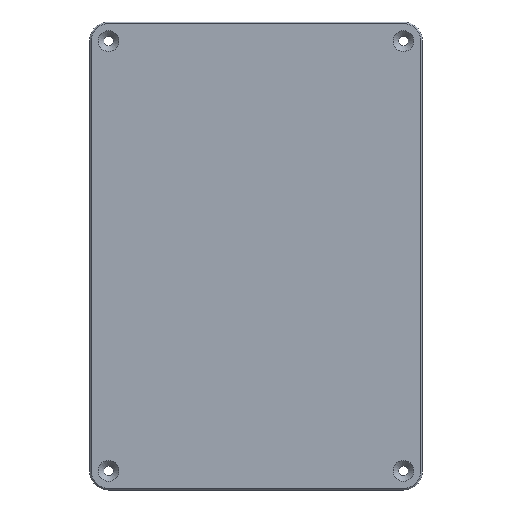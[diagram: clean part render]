
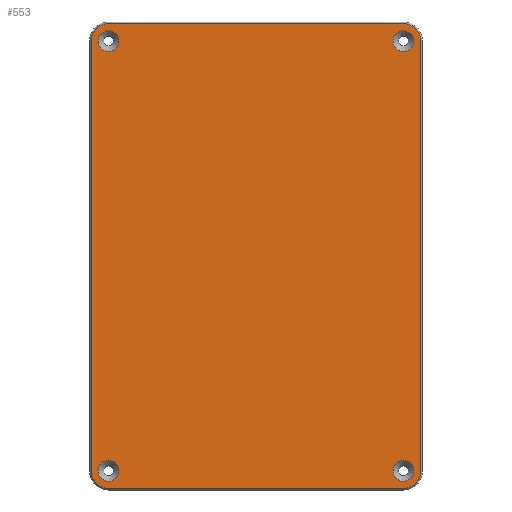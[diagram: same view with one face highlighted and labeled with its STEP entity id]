
A CAD part, top view. The second image highlights one B-rep face of the part: STEP entity #553.
In plain terms, the highlighted planar face has unit normal (0, 0, 1).
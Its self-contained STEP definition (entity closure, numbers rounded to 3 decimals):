
#19=FACE_BOUND('',#134,.T.);
#20=FACE_BOUND('',#135,.T.);
#21=FACE_BOUND('',#136,.T.);
#22=FACE_BOUND('',#137,.T.);
#46=CIRCLE('',#607,3.9);
#47=CIRCLE('',#610,3.9);
#48=CIRCLE('',#613,3.9);
#50=CIRCLE('',#617,3.9);
#51=CIRCLE('',#622,2.3);
#52=CIRCLE('',#623,2.3);
#53=CIRCLE('',#624,2.3);
#54=CIRCLE('',#625,2.3);
#95=FACE_OUTER_BOUND('',#133,.T.);
#133=EDGE_LOOP('',(#467,#468,#469,#470,#471,#472,#473,#474));
#134=EDGE_LOOP('',(#475));
#135=EDGE_LOOP('',(#476));
#136=EDGE_LOOP('',(#477));
#137=EDGE_LOOP('',(#478));
#173=LINE('',#897,#221);
#176=LINE('',#906,#224);
#179=LINE('',#914,#227);
#183=LINE('',#924,#231);
#221=VECTOR('',#723,10.);
#224=VECTOR('',#734,10.);
#227=VECTOR('',#743,10.);
#231=VECTOR('',#753,10.);
#268=VERTEX_POINT('',#890);
#271=VERTEX_POINT('',#895);
#272=VERTEX_POINT('',#899);
#273=VERTEX_POINT('',#904);
#274=VERTEX_POINT('',#908);
#275=VERTEX_POINT('',#912);
#276=VERTEX_POINT('',#916);
#277=VERTEX_POINT('',#920);
#279=VERTEX_POINT('',#935);
#280=VERTEX_POINT('',#937);
#281=VERTEX_POINT('',#939);
#282=VERTEX_POINT('',#941);
#327=EDGE_CURVE('',#271,#268,#173,.T.);
#330=EDGE_CURVE('',#268,#272,#46,.T.);
#332=EDGE_CURVE('',#272,#273,#176,.T.);
#334=EDGE_CURVE('',#273,#274,#47,.T.);
#336=EDGE_CURVE('',#274,#275,#179,.T.);
#338=EDGE_CURVE('',#275,#276,#48,.T.);
#341=EDGE_CURVE('',#276,#277,#183,.T.);
#343=EDGE_CURVE('',#277,#271,#50,.T.);
#347=EDGE_CURVE('',#279,#279,#51,.T.);
#348=EDGE_CURVE('',#280,#280,#52,.T.);
#349=EDGE_CURVE('',#281,#281,#53,.T.);
#350=EDGE_CURVE('',#282,#282,#54,.T.);
#467=ORIENTED_EDGE('',*,*,#327,.F.);
#468=ORIENTED_EDGE('',*,*,#343,.F.);
#469=ORIENTED_EDGE('',*,*,#341,.F.);
#470=ORIENTED_EDGE('',*,*,#338,.F.);
#471=ORIENTED_EDGE('',*,*,#336,.F.);
#472=ORIENTED_EDGE('',*,*,#334,.F.);
#473=ORIENTED_EDGE('',*,*,#332,.F.);
#474=ORIENTED_EDGE('',*,*,#330,.F.);
#475=ORIENTED_EDGE('',*,*,#347,.T.);
#476=ORIENTED_EDGE('',*,*,#348,.T.);
#477=ORIENTED_EDGE('',*,*,#349,.T.);
#478=ORIENTED_EDGE('',*,*,#350,.T.);
#528=PLANE('',#621);
#553=ADVANCED_FACE('',(#95,#19,#20,#21,#22),#528,.T.);
#607=AXIS2_PLACEMENT_3D('',#902,#729,#730);
#610=AXIS2_PLACEMENT_3D('',#910,#738,#739);
#613=AXIS2_PLACEMENT_3D('',#918,#747,#748);
#617=AXIS2_PLACEMENT_3D('',#927,#758,#759);
#621=AXIS2_PLACEMENT_3D('',#934,#769,#770);
#622=AXIS2_PLACEMENT_3D('',#936,#771,#772);
#623=AXIS2_PLACEMENT_3D('',#938,#773,#774);
#624=AXIS2_PLACEMENT_3D('',#940,#775,#776);
#625=AXIS2_PLACEMENT_3D('',#942,#777,#778);
#723=DIRECTION('',(1.,0.,0.));
#729=DIRECTION('center_axis',(0.,0.,-1.));
#730=DIRECTION('ref_axis',(0.707,0.707,0.));
#734=DIRECTION('',(0.,-1.,0.));
#738=DIRECTION('center_axis',(0.,0.,-1.));
#739=DIRECTION('ref_axis',(0.707,-0.707,0.));
#743=DIRECTION('',(-1.,0.,0.));
#747=DIRECTION('center_axis',(0.,0.,-1.));
#748=DIRECTION('ref_axis',(-0.707,-0.707,0.));
#753=DIRECTION('',(0.,1.,0.));
#758=DIRECTION('center_axis',(0.,0.,-1.));
#759=DIRECTION('ref_axis',(-0.707,0.707,0.));
#769=DIRECTION('center_axis',(0.,0.,1.));
#770=DIRECTION('ref_axis',(-1.,0.,0.));
#771=DIRECTION('center_axis',(0.,0.,-1.));
#772=DIRECTION('ref_axis',(1.,0.,0.));
#773=DIRECTION('center_axis',(0.,0.,-1.));
#774=DIRECTION('ref_axis',(1.,0.,0.));
#775=DIRECTION('center_axis',(0.,0.,-1.));
#776=DIRECTION('ref_axis',(1.,0.,0.));
#777=DIRECTION('center_axis',(0.,0.,-1.));
#778=DIRECTION('ref_axis',(1.,0.,0.));
#890=CARTESIAN_POINT('',(165.685,114.,11.));
#895=CARTESIAN_POINT('',(100.185,114.,11.));
#897=CARTESIAN_POINT('',(114.435,114.,11.));
#899=CARTESIAN_POINT('',(169.585,110.1,11.));
#902=CARTESIAN_POINT('Origin',(165.685,110.1,11.));
#904=CARTESIAN_POINT('',(169.585,14.6,11.));
#906=CARTESIAN_POINT('',(169.585,88.35,11.));
#908=CARTESIAN_POINT('',(165.685,10.7,11.));
#910=CARTESIAN_POINT('Origin',(165.685,14.6,11.));
#912=CARTESIAN_POINT('',(100.185,10.7,11.));
#914=CARTESIAN_POINT('',(151.435,10.7,11.));
#916=CARTESIAN_POINT('',(96.285,14.6,11.));
#918=CARTESIAN_POINT('Origin',(100.185,14.6,11.));
#920=CARTESIAN_POINT('',(96.285,110.1,11.));
#924=CARTESIAN_POINT('',(96.285,36.35,11.));
#927=CARTESIAN_POINT('Origin',(100.185,110.1,11.));
#934=CARTESIAN_POINT('Origin',(132.935,62.35,11.));
#935=CARTESIAN_POINT('',(163.392,14.593,11.));
#936=CARTESIAN_POINT('Origin',(165.692,14.593,11.));
#937=CARTESIAN_POINT('',(97.878,110.107,11.));
#938=CARTESIAN_POINT('Origin',(100.178,110.107,11.));
#939=CARTESIAN_POINT('',(163.392,110.107,11.));
#940=CARTESIAN_POINT('Origin',(165.692,110.107,11.));
#941=CARTESIAN_POINT('',(97.878,14.593,11.));
#942=CARTESIAN_POINT('Origin',(100.178,14.593,11.));
